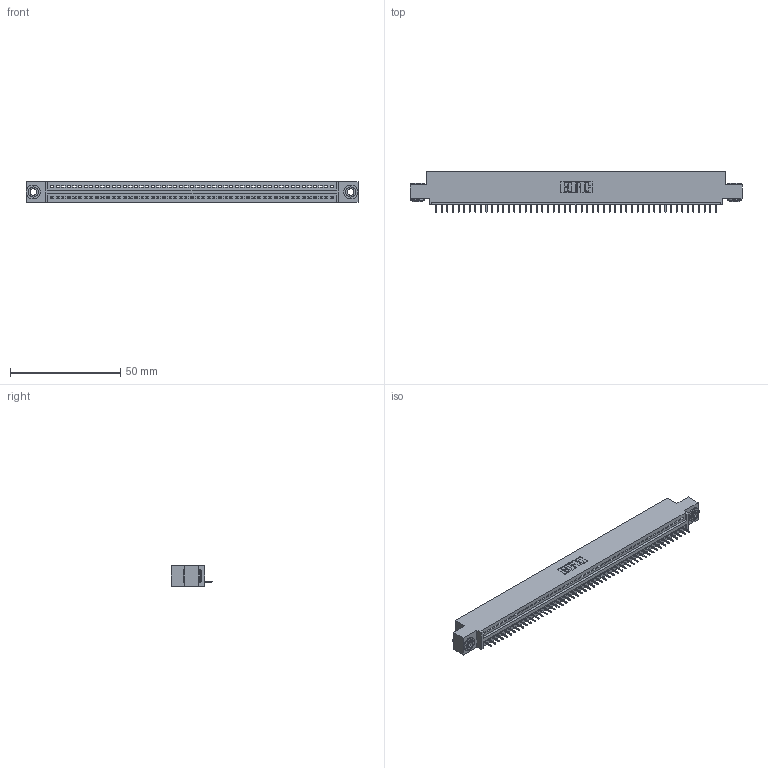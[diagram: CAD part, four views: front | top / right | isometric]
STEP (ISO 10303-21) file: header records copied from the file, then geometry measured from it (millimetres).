
FILE_DESCRIPTION (( 'STEP AP203' ), '1' );
FILE_NAME ('895-051-525-403.STEP', '2020-09-27T10:32:38', ( '' ), ( '' ), 'SwSTEP 2.0', 'SolidWorks 2020', '' );
FILE_SCHEMA (( 'CONFIG_CONTROL_DESIGN' ));
Length unit declared in the file: inch
Products named in the file (4): 845 Part_0.110 Offset - 0.156 Dia-TH; 345-292-001_345-293-125; 345-250-002_345-250-002-102; 895-051-525-403
Assembly tree (54 placements, depth 2):
  895-051-525-403
    845 Part_0.110 Offset - 0.156 Dia-TH
    345-292-001_345-293-125  x51
    345-250-002_345-250-002-102  x2
Bounding box: 150.75 x 18.72 x 9.4 mm (x, y, z)
Volume: 14129.8 mm3; surface area: 18501.5 mm2
Topology: 54 solids, 54 shells, 3330 faces, 9609 edges, 6198 vertices
Faces by surface type: plane 2440, cylinder 882, cone 8
Entity records: 38028 total; most frequent: CARTESIAN_POINT 6564, ORIENTED_EDGE 6542, DIRECTION 5751, EDGE_CURVE 3271, LINE 2915, VECTOR 2915, VERTEX_POINT 2174, AXIS2_PLACEMENT_3D 1418
